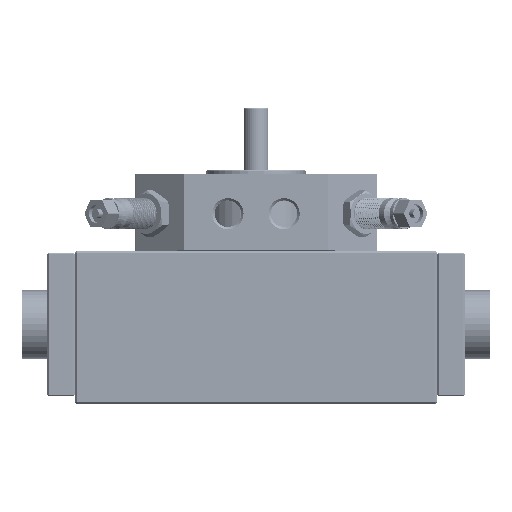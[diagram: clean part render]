
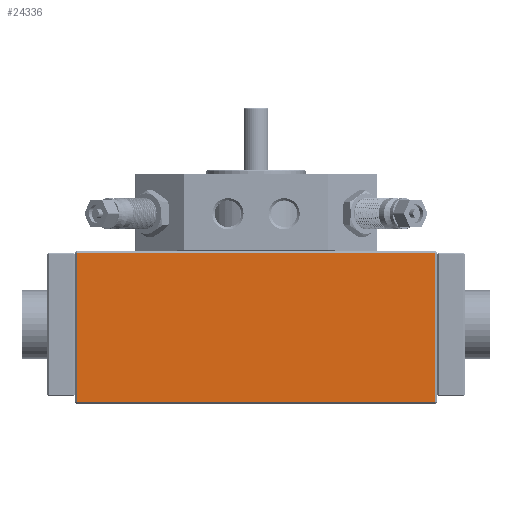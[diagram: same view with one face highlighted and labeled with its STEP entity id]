
A CAD part, top view. The second image highlights one B-rep face of the part: STEP entity #24336.
In plain terms, the highlighted planar face has unit normal (0, 0, 1).
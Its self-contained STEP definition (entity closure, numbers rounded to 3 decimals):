
#453=PLANE('',#25975);
#1069=FACE_OUTER_BOUND('',#2513,.T.);
#2513=EDGE_LOOP('',(#16642,#16643,#16644,#16645));
#6671=LINE('',#43583,#7870);
#6673=LINE('',#43586,#7872);
#6677=LINE('',#43592,#7876);
#6681=LINE('',#43598,#7880);
#7870=VECTOR('',#28349,10.);
#7872=VECTOR('',#28353,10.);
#7876=VECTOR('',#28361,10.);
#7880=VECTOR('',#28369,10.);
#9488=VERTEX_POINT('',#43510);
#9491=VERTEX_POINT('',#43517);
#9497=VERTEX_POINT('',#43531);
#9503=VERTEX_POINT('',#43548);
#12360=EDGE_CURVE('',#9497,#9503,#6671,.T.);
#12362=EDGE_CURVE('',#9503,#9491,#6673,.T.);
#12366=EDGE_CURVE('',#9488,#9497,#6677,.T.);
#12370=EDGE_CURVE('',#9491,#9488,#6681,.T.);
#16642=ORIENTED_EDGE('',*,*,#12360,.F.);
#16643=ORIENTED_EDGE('',*,*,#12366,.F.);
#16644=ORIENTED_EDGE('',*,*,#12370,.F.);
#16645=ORIENTED_EDGE('',*,*,#12362,.F.);
#24336=ADVANCED_FACE('',(#1069),#453,.T.);
#25975=AXIS2_PLACEMENT_3D('',#43649,#28425,#28426);
#28349=DIRECTION('',(0.,1.,0.));
#28353=DIRECTION('',(1.,0.,0.));
#28361=DIRECTION('',(-1.,0.,0.));
#28369=DIRECTION('',(0.,-1.,0.));
#28425=DIRECTION('center_axis',(0.,0.,1.));
#28426=DIRECTION('ref_axis',(1.,0.,0.));
#43510=CARTESIAN_POINT('',(115.5,0.5,49.));
#43517=CARTESIAN_POINT('',(115.5,48.5,49.));
#43531=CARTESIAN_POINT('',(0.5,0.5,49.));
#43548=CARTESIAN_POINT('',(0.5,48.5,49.));
#43583=CARTESIAN_POINT('',(0.5,36.75,49.));
#43586=CARTESIAN_POINT('',(87.,48.5,49.));
#43592=CARTESIAN_POINT('',(29.,0.5,49.));
#43598=CARTESIAN_POINT('',(115.5,12.25,49.));
#43649=CARTESIAN_POINT('Origin',(58.,24.5,49.));
